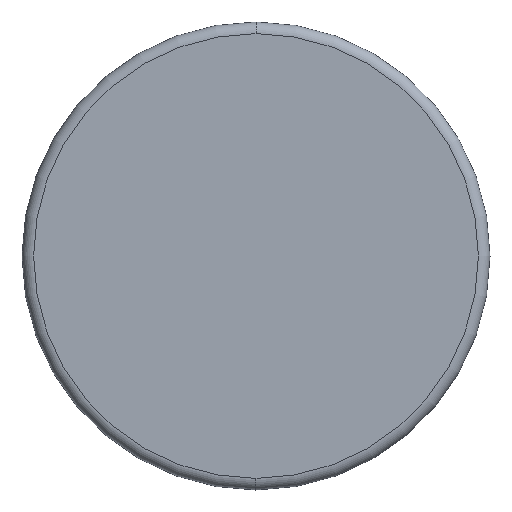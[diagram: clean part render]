
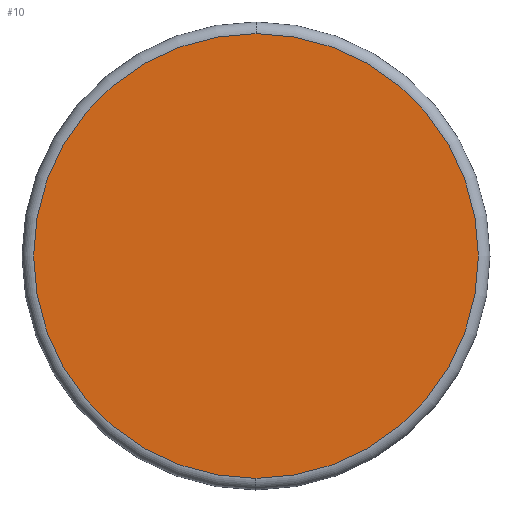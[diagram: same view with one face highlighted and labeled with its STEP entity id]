
A CAD part, left-side view. The second image highlights one B-rep face of the part: STEP entity #10.
In plain terms, the highlighted planar face has unit normal (-1, 0, 0).
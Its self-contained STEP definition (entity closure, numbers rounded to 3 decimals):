
#10 = ADVANCED_FACE ( 'NONE', ( #78 ), #569, .F. ) ;
#31 = DIRECTION ( 'NONE',  ( 0., 0., -1. ) ) ;
#44 = CARTESIAN_POINT ( 'NONE',  ( -4., 0., 28.65 ) ) ;
#72 = CIRCLE ( 'NONE', #500, 28.65 ) ;
#76 = CARTESIAN_POINT ( 'NONE',  ( -4., 28.65, 0. ) ) ;
#78 = FACE_OUTER_BOUND ( 'NONE', #534, .T. ) ;
#139 = DIRECTION ( 'NONE',  ( -1., 0., 0. ) ) ;
#140 = DIRECTION ( 'NONE',  ( 0., 0., 1. ) ) ;
#148 = CARTESIAN_POINT ( 'NONE',  ( -4., 0., 0. ) ) ;
#169 = AXIS2_PLACEMENT_3D ( 'NONE', #576, #139, #140 ) ;
#181 = EDGE_CURVE ( 'NONE', #256, #377, #311, .T. ) ;
#182 = DIRECTION ( 'NONE',  ( 1., 0., 0. ) ) ;
#246 = ORIENTED_EDGE ( 'NONE', *, *, #181, .T. ) ;
#255 = AXIS2_PLACEMENT_3D ( 'NONE', #76, #182, #31 ) ;
#256 = VERTEX_POINT ( 'NONE', #44 ) ;
#311 = CIRCLE ( 'NONE', #169, 28.65 ) ;
#377 = VERTEX_POINT ( 'NONE', #407 ) ;
#407 = CARTESIAN_POINT ( 'NONE',  ( -4., 0., -28.65 ) ) ;
#458 = ORIENTED_EDGE ( 'NONE', *, *, #613, .T. ) ;
#500 = AXIS2_PLACEMENT_3D ( 'NONE', #148, #504, #590 ) ;
#504 = DIRECTION ( 'NONE',  ( -1., 0., 0. ) ) ;
#534 = EDGE_LOOP ( 'NONE', ( #246, #458 ) ) ;
#569 = PLANE ( 'NONE',  #255 ) ;
#576 = CARTESIAN_POINT ( 'NONE',  ( -4., 0., 0. ) ) ;
#590 = DIRECTION ( 'NONE',  ( 0., 0., 1. ) ) ;
#613 = EDGE_CURVE ( 'NONE', #377, #256, #72, .T. ) ;
